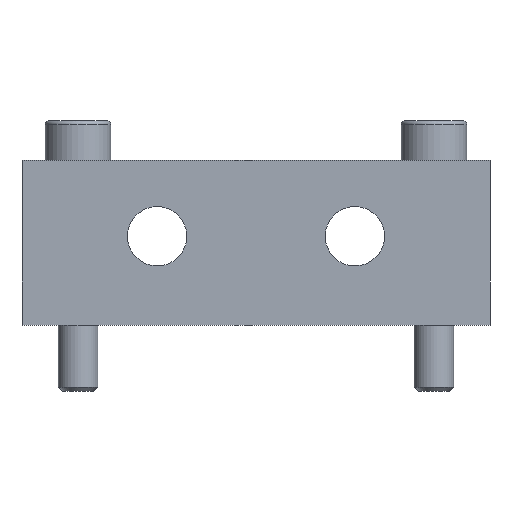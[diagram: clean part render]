
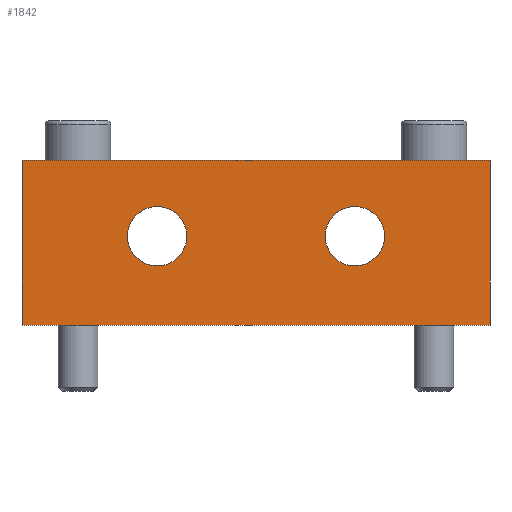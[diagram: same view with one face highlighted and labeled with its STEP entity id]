
A CAD part, front view. The second image highlights one B-rep face of the part: STEP entity #1842.
In plain terms, the highlighted planar face has unit normal (0, -1, 0).
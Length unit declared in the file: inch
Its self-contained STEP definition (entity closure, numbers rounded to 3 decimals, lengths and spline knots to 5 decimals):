
#54 = AXIS2_PLACEMENT_3D ( 'NONE', #175, #1602, #749 ) ;
#113 = DIRECTION ( 'NONE',  ( 0., 0., -1. ) ) ;
#158 = DIRECTION ( 'NONE',  ( 0., -1., 0. ) ) ;
#175 = CARTESIAN_POINT ( 'NONE',  ( 1.98819, 0., 0.5315 ) ) ;
#258 = VERTEX_POINT ( 'NONE', #2028 ) ;
#277 = FACE_OUTER_BOUND ( 'NONE', #1902, .T. ) ;
#294 = EDGE_CURVE ( 'NONE', #258, #1269, #2140, .T. ) ;
#390 = CARTESIAN_POINT ( 'NONE',  ( 1.98819, 0., 0.5315 ) ) ;
#402 = CARTESIAN_POINT ( 'NONE',  ( 0.80709, 0., 0.35433 ) ) ;
#481 = VERTEX_POINT ( 'NONE', #2012 ) ;
#497 = VERTEX_POINT ( 'NONE', #1217 ) ;
#659 = EDGE_LOOP ( 'NONE', ( #1884, #1027 ) ) ;
#722 = CARTESIAN_POINT ( 'NONE',  ( 0., 0., 0.98425 ) ) ;
#737 = CARTESIAN_POINT ( 'NONE',  ( 2.79528, 0., 0.98425 ) ) ;
#743 = DIRECTION ( 'NONE',  ( 0., 0., 1. ) ) ;
#749 = DIRECTION ( 'NONE',  ( 0., 0., 1. ) ) ;
#772 = ORIENTED_EDGE ( 'NONE', *, *, #1092, .F. ) ;
#789 = ORIENTED_EDGE ( 'NONE', *, *, #2424, .F. ) ;
#813 = DIRECTION ( 'NONE',  ( 0., 0., 1. ) ) ;
#817 = ORIENTED_EDGE ( 'NONE', *, *, #1400, .F. ) ;
#819 = VECTOR ( 'NONE', #2434, 39.37008 ) ;
#908 = AXIS2_PLACEMENT_3D ( 'NONE', #1360, #158, #1349 ) ;
#987 = ORIENTED_EDGE ( 'NONE', *, *, #1680, .F. ) ;
#1014 = VERTEX_POINT ( 'NONE', #1524 ) ;
#1027 = ORIENTED_EDGE ( 'NONE', *, *, #2360, .F. ) ;
#1077 = CIRCLE ( 'NONE', #908, 0.17717 ) ;
#1092 = EDGE_CURVE ( 'NONE', #481, #1160, #1077, .T. ) ;
#1103 = PLANE ( 'NONE',  #2478 ) ;
#1116 = FACE_BOUND ( 'NONE', #659, .T. ) ;
#1146 = FACE_BOUND ( 'NONE', #1307, .T. ) ;
#1160 = VERTEX_POINT ( 'NONE', #402 ) ;
#1212 = CIRCLE ( 'NONE', #54, 0.17717 ) ;
#1217 = CARTESIAN_POINT ( 'NONE',  ( 0., 0., 0. ) ) ;
#1221 = DIRECTION ( 'NONE',  ( 0., -1., 0. ) ) ;
#1269 = VERTEX_POINT ( 'NONE', #1807 ) ;
#1277 = DIRECTION ( 'NONE',  ( -1., 0., 0. ) ) ;
#1297 = VERTEX_POINT ( 'NONE', #1685 ) ;
#1307 = EDGE_LOOP ( 'NONE', ( #772, #817 ) ) ;
#1349 = DIRECTION ( 'NONE',  ( 0., 0., 1. ) ) ;
#1360 = CARTESIAN_POINT ( 'NONE',  ( 0.80709, 0., 0.5315 ) ) ;
#1400 = EDGE_CURVE ( 'NONE', #1160, #481, #1797, .T. ) ;
#1425 = LINE ( 'NONE', #2026, #819 ) ;
#1445 = EDGE_CURVE ( 'NONE', #1014, #497, #2543, .T. ) ;
#1502 = CARTESIAN_POINT ( 'NONE',  ( 2.79528, 0., 0. ) ) ;
#1524 = CARTESIAN_POINT ( 'NONE',  ( 2.79528, 0., 0. ) ) ;
#1602 = DIRECTION ( 'NONE',  ( 0., -1., 0. ) ) ;
#1680 = EDGE_CURVE ( 'NONE', #2385, #1297, #1425, .T. ) ;
#1685 = CARTESIAN_POINT ( 'NONE',  ( 2.79528, 0., 0.98425 ) ) ;
#1735 = DIRECTION ( 'NONE',  ( 0., 0., 1. ) ) ;
#1757 = CARTESIAN_POINT ( 'NONE',  ( 0.80709, 0., 0.5315 ) ) ;
#1797 = CIRCLE ( 'NONE', #2299, 0.17717 ) ;
#1807 = CARTESIAN_POINT ( 'NONE',  ( 1.98819, 0., 0.35433 ) ) ;
#1820 = ORIENTED_EDGE ( 'NONE', *, *, #1445, .F. ) ;
#1842 = ADVANCED_FACE ( 'NONE', ( #277, #1146, #1116 ), #1103, .F. ) ;
#1884 = ORIENTED_EDGE ( 'NONE', *, *, #294, .F. ) ;
#1885 = VECTOR ( 'NONE', #1277, 39.37008 ) ;
#1891 = EDGE_CURVE ( 'NONE', #497, #2385, #1920, .T. ) ;
#1902 = EDGE_LOOP ( 'NONE', ( #1820, #789, #987, #2468 ) ) ;
#1920 = LINE ( 'NONE', #722, #2520 ) ;
#1936 = DIRECTION ( 'NONE',  ( 0., 1., 0. ) ) ;
#2012 = CARTESIAN_POINT ( 'NONE',  ( 0.80709, 0., 0.70866 ) ) ;
#2026 = CARTESIAN_POINT ( 'NONE',  ( 2.79528, 0., 0.98425 ) ) ;
#2028 = CARTESIAN_POINT ( 'NONE',  ( 1.98819, 0., 0.70866 ) ) ;
#2140 = CIRCLE ( 'NONE', #2570, 0.17717 ) ;
#2188 = CARTESIAN_POINT ( 'NONE',  ( 0., 0., 0.98425 ) ) ;
#2299 = AXIS2_PLACEMENT_3D ( 'NONE', #1757, #2569, #743 ) ;
#2339 = DIRECTION ( 'NONE',  ( 0., 0., 1. ) ) ;
#2360 = EDGE_CURVE ( 'NONE', #1269, #258, #1212, .T. ) ;
#2379 = LINE ( 'NONE', #737, #2399 ) ;
#2385 = VERTEX_POINT ( 'NONE', #2188 ) ;
#2399 = VECTOR ( 'NONE', #113, 39.37008 ) ;
#2424 = EDGE_CURVE ( 'NONE', #1297, #1014, #2379, .T. ) ;
#2434 = DIRECTION ( 'NONE',  ( 1., 0., 0. ) ) ;
#2468 = ORIENTED_EDGE ( 'NONE', *, *, #1891, .F. ) ;
#2478 = AXIS2_PLACEMENT_3D ( 'NONE', #2516, #1936, #2339 ) ;
#2516 = CARTESIAN_POINT ( 'NONE',  ( 2.79528, 0., 0.98425 ) ) ;
#2520 = VECTOR ( 'NONE', #1735, 39.37008 ) ;
#2543 = LINE ( 'NONE', #1502, #1885 ) ;
#2569 = DIRECTION ( 'NONE',  ( 0., -1., 0. ) ) ;
#2570 = AXIS2_PLACEMENT_3D ( 'NONE', #390, #1221, #813 ) ;
